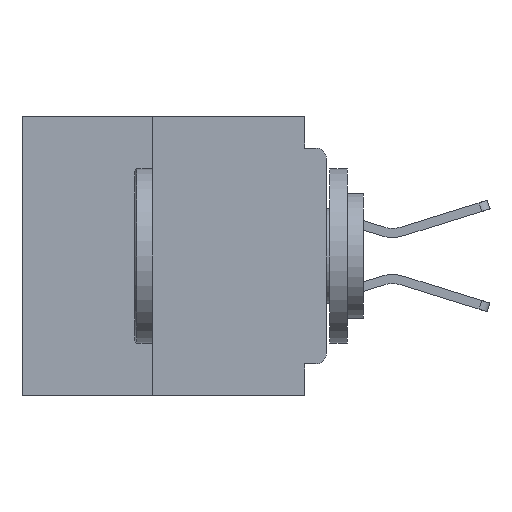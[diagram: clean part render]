
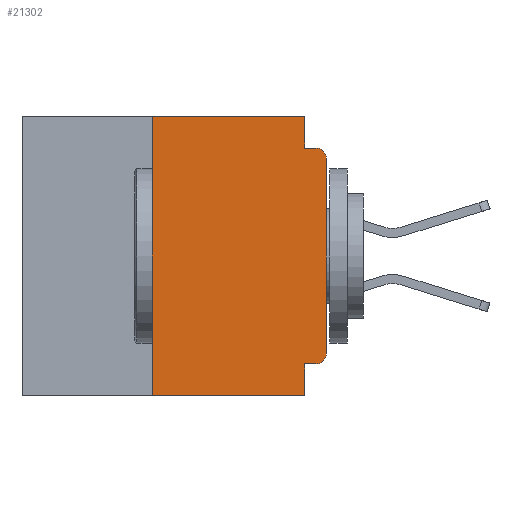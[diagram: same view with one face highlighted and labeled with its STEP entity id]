
A CAD part, left-side view. The second image highlights one B-rep face of the part: STEP entity #21302.
In plain terms, the highlighted planar face has unit normal (-1, 0, 0).
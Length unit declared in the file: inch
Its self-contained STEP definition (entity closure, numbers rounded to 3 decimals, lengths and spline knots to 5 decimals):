
#1599 = EDGE_CURVE ( 'NONE', #25060, #10294, #43588, .T. ) ;
#2459 = ORIENTED_EDGE ( 'NONE', *, *, #26351, .F. ) ;
#3039 = VECTOR ( 'NONE', #37335, 39.37008 ) ;
#3091 = ORIENTED_EDGE ( 'NONE', *, *, #46867, .F. ) ;
#3116 = PLANE ( 'NONE',  #46159 ) ;
#4192 = CARTESIAN_POINT ( 'NONE',  ( 0., 0.031, 0. ) ) ;
#4596 = EDGE_CURVE ( 'NONE', #49054, #31075, #40480, .T. ) ;
#5769 = VERTEX_POINT ( 'NONE', #4192 ) ;
#5998 = LINE ( 'NONE', #21570, #40683 ) ;
#6541 = LINE ( 'NONE', #47983, #17167 ) ;
#6836 = ORIENTED_EDGE ( 'NONE', *, *, #54009, .F. ) ;
#7455 = VECTOR ( 'NONE', #34843, 39.37008 ) ;
#8386 = DIRECTION ( 'NONE',  ( 0., -1., 0. ) ) ;
#9024 = CARTESIAN_POINT ( 'NONE',  ( 0., 0.015, -0.34 ) ) ;
#9501 = CARTESIAN_POINT ( 'NONE',  ( 0., 0., -0.045 ) ) ;
#10294 = VERTEX_POINT ( 'NONE', #18554 ) ;
#11387 = EDGE_CURVE ( 'NONE', #12640, #49676, #6541, .T. ) ;
#12640 = VERTEX_POINT ( 'NONE', #48447 ) ;
#12838 = DIRECTION ( 'NONE',  ( 0., 0., -1. ) ) ;
#12962 = ORIENTED_EDGE ( 'NONE', *, *, #1599, .F. ) ;
#13581 = DIRECTION ( 'NONE',  ( 0., 0., -1. ) ) ;
#13787 = CARTESIAN_POINT ( 'NONE',  ( 0., 0.015, -0.355 ) ) ;
#13807 = LINE ( 'NONE', #9501, #47086 ) ;
#14721 = DIRECTION ( 'NONE',  ( -1., 0., 0. ) ) ;
#16373 = FACE_OUTER_BOUND ( 'NONE', #31389, .T. ) ;
#16381 = VECTOR ( 'NONE', #22501, 39.37008 ) ;
#16781 = DIRECTION ( 'NONE',  ( 0., 0., -1. ) ) ;
#17167 = VECTOR ( 'NONE', #25453, 39.37008 ) ;
#17306 = ORIENTED_EDGE ( 'NONE', *, *, #4596, .T. ) ;
#18554 = CARTESIAN_POINT ( 'NONE',  ( 0., 0.031, -0.355 ) ) ;
#18697 = CARTESIAN_POINT ( 'NONE',  ( 0., 0., -0.06 ) ) ;
#21302 = ADVANCED_FACE ( 'NONE', ( #16373 ), #3116, .F. ) ;
#21570 = CARTESIAN_POINT ( 'NONE',  ( 0., 0.031, 0. ) ) ;
#22124 = CARTESIAN_POINT ( 'NONE',  ( 0., 0.437, -0.4 ) ) ;
#22501 = DIRECTION ( 'NONE',  ( 0., -1., 0. ) ) ;
#25060 = VERTEX_POINT ( 'NONE', #13787 ) ;
#25070 = CARTESIAN_POINT ( 'NONE',  ( 0., 0.015, -0.045 ) ) ;
#25453 = DIRECTION ( 'NONE',  ( 0., 0., 1. ) ) ;
#26101 = DIRECTION ( 'NONE',  ( 0., 0., -1. ) ) ;
#26351 = EDGE_CURVE ( 'NONE', #10294, #31075, #58317, .T. ) ;
#27171 = LINE ( 'NONE', #37533, #3039 ) ;
#29802 = AXIS2_PLACEMENT_3D ( 'NONE', #9024, #40719, #13581 ) ;
#30242 = CARTESIAN_POINT ( 'NONE',  ( 0., 0.437, 0. ) ) ;
#31068 = EDGE_CURVE ( 'NONE', #49676, #40382, #55944, .T. ) ;
#31075 = VERTEX_POINT ( 'NONE', #32731 ) ;
#31389 = EDGE_LOOP ( 'NONE', ( #51191, #50468, #35492, #6836, #3091, #37764, #17306, #2459, #12962, #36950 ) ) ;
#32122 = AXIS2_PLACEMENT_3D ( 'NONE', #41835, #14721, #46381 ) ;
#32402 = CARTESIAN_POINT ( 'NONE',  ( 0., 0.25, -0.4 ) ) ;
#32463 = DIRECTION ( 'NONE',  ( 0., -1., 0. ) ) ;
#32731 = CARTESIAN_POINT ( 'NONE',  ( 0., 0.031, -0.4 ) ) ;
#34253 = CARTESIAN_POINT ( 'NONE',  ( 0., 0., -0.355 ) ) ;
#34843 = DIRECTION ( 'NONE',  ( 0., 1., 0. ) ) ;
#35492 = ORIENTED_EDGE ( 'NONE', *, *, #53655, .F. ) ;
#36950 = ORIENTED_EDGE ( 'NONE', *, *, #38934, .T. ) ;
#36954 = VECTOR ( 'NONE', #8386, 39.37008 ) ;
#37335 = DIRECTION ( 'NONE',  ( 0., 0., 1. ) ) ;
#37533 = CARTESIAN_POINT ( 'NONE',  ( 0., 0.25, -0.4 ) ) ;
#37544 = CARTESIAN_POINT ( 'NONE',  ( 0., 0.031, -0.045 ) ) ;
#37764 = ORIENTED_EDGE ( 'NONE', *, *, #56649, .F. ) ;
#38934 = EDGE_CURVE ( 'NONE', #25060, #12640, #40093, .T. ) ;
#40073 = CARTESIAN_POINT ( 'NONE',  ( 0., 0.437, 0. ) ) ;
#40093 = CIRCLE ( 'NONE', #29802, 0.015 ) ;
#40382 = VERTEX_POINT ( 'NONE', #25070 ) ;
#40480 = LINE ( 'NONE', #22124, #16381 ) ;
#40683 = VECTOR ( 'NONE', #26101, 39.37008 ) ;
#40719 = DIRECTION ( 'NONE',  ( -1., 0., 0. ) ) ;
#41835 = CARTESIAN_POINT ( 'NONE',  ( 0., 0.015, -0.06 ) ) ;
#42041 = VERTEX_POINT ( 'NONE', #55275 ) ;
#43588 = LINE ( 'NONE', #34253, #7455 ) ;
#43902 = DIRECTION ( 'NONE',  ( 1., 0., 0. ) ) ;
#44524 = CARTESIAN_POINT ( 'NONE',  ( 0., 0.031, -0.4 ) ) ;
#45468 = VERTEX_POINT ( 'NONE', #37544 ) ;
#46159 = AXIS2_PLACEMENT_3D ( 'NONE', #30242, #43902, #16781 ) ;
#46381 = DIRECTION ( 'NONE',  ( 0., 0., -1. ) ) ;
#46445 = VECTOR ( 'NONE', #12838, 39.37008 ) ;
#46867 = EDGE_CURVE ( 'NONE', #42041, #5769, #50385, .T. ) ;
#47086 = VECTOR ( 'NONE', #32463, 39.37008 ) ;
#47983 = CARTESIAN_POINT ( 'NONE',  ( 0., 0., 0. ) ) ;
#48447 = CARTESIAN_POINT ( 'NONE',  ( 0., 0., -0.34 ) ) ;
#49054 = VERTEX_POINT ( 'NONE', #32402 ) ;
#49676 = VERTEX_POINT ( 'NONE', #18697 ) ;
#50385 = LINE ( 'NONE', #40073, #36954 ) ;
#50468 = ORIENTED_EDGE ( 'NONE', *, *, #31068, .T. ) ;
#51191 = ORIENTED_EDGE ( 'NONE', *, *, #11387, .T. ) ;
#53655 = EDGE_CURVE ( 'NONE', #45468, #40382, #13807, .T. ) ;
#54009 = EDGE_CURVE ( 'NONE', #5769, #45468, #5998, .T. ) ;
#55275 = CARTESIAN_POINT ( 'NONE',  ( 0., 0.25, 0. ) ) ;
#55944 = CIRCLE ( 'NONE', #32122, 0.015 ) ;
#56649 = EDGE_CURVE ( 'NONE', #49054, #42041, #27171, .T. ) ;
#58317 = LINE ( 'NONE', #44524, #46445 ) ;
